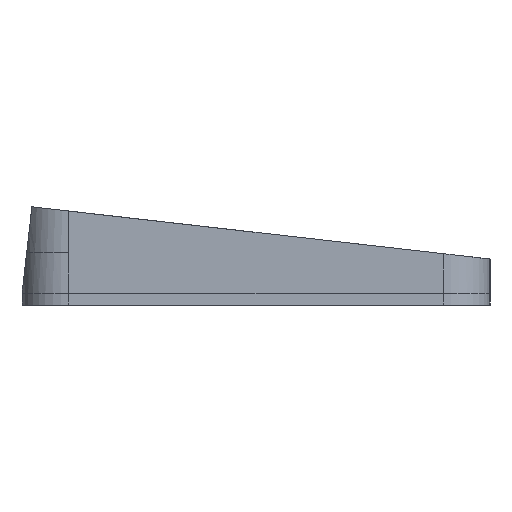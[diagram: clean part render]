
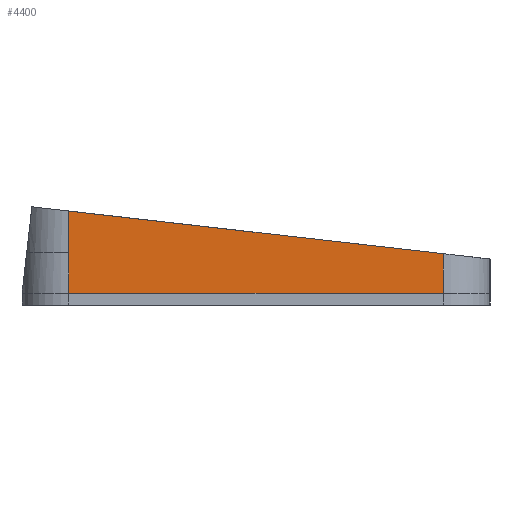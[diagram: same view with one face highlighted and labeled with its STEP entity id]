
A CAD part, left-side view. The second image highlights one B-rep face of the part: STEP entity #4400.
In plain terms, the highlighted planar face has unit normal (-1, 0, 0).
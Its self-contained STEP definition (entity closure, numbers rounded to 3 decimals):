
#282=FACE_OUTER_BOUND('',#534,.T.);
#534=EDGE_LOOP('',(#3406,#3407,#3408,#3409,#3410));
#847=LINE('',#6487,#1393);
#878=LINE('',#6553,#1424);
#972=LINE('',#6751,#1518);
#973=LINE('',#6754,#1519);
#974=LINE('',#6755,#1520);
#1393=VECTOR('',#5243,10.);
#1424=VECTOR('',#5284,10.);
#1518=VECTOR('',#5466,10.);
#1519=VECTOR('',#5471,10.);
#1520=VECTOR('',#5472,10.);
#1896=VERTEX_POINT('',#6465);
#1904=VERTEX_POINT('',#6485);
#1933=VERTEX_POINT('',#6550);
#1934=VERTEX_POINT('',#6552);
#1994=VERTEX_POINT('',#6750);
#2384=EDGE_CURVE('',#1904,#1896,#847,.T.);
#2416=EDGE_CURVE('',#1934,#1933,#878,.T.);
#2515=EDGE_CURVE('',#1934,#1994,#972,.T.);
#2517=EDGE_CURVE('',#1896,#1933,#973,.T.);
#2518=EDGE_CURVE('',#1904,#1994,#974,.T.);
#3406=ORIENTED_EDGE('',*,*,#2517,.F.);
#3407=ORIENTED_EDGE('',*,*,#2384,.F.);
#3408=ORIENTED_EDGE('',*,*,#2518,.T.);
#3409=ORIENTED_EDGE('',*,*,#2515,.F.);
#3410=ORIENTED_EDGE('',*,*,#2416,.T.);
#4182=PLANE('',#4698);
#4400=ADVANCED_FACE('',(#282),#4182,.T.);
#4698=AXIS2_PLACEMENT_3D('',#6753,#5469,#5470);
#5243=DIRECTION('',(0.,0.,1.));
#5284=DIRECTION('',(0.,0.994,0.113));
#5466=DIRECTION('',(0.,0.,-1.));
#5469=DIRECTION('center_axis',(-1.,0.,0.));
#5470=DIRECTION('ref_axis',(0.,-1.,0.));
#5471=DIRECTION('',(0.,0.,1.));
#5472=DIRECTION('',(0.,-1.,0.));
#6465=CARTESIAN_POINT('',(7.877,-2.236,7.));
#6485=CARTESIAN_POINT('',(7.877,-2.236,0.));
#6487=CARTESIAN_POINT('',(7.877,-2.236,0.));
#6550=CARTESIAN_POINT('',(7.877,-2.236,14.089));
#6552=CARTESIAN_POINT('',(7.877,-66.236,6.797));
#6553=CARTESIAN_POINT('',(7.877,-39.029,9.897));
#6750=CARTESIAN_POINT('',(7.877,-66.236,0.));
#6751=CARTESIAN_POINT('',(7.877,-66.236,0.));
#6753=CARTESIAN_POINT('Origin',(7.877,-2.236,0.));
#6754=CARTESIAN_POINT('',(7.877,-2.236,0.));
#6755=CARTESIAN_POINT('',(7.877,-2.236,0.));
